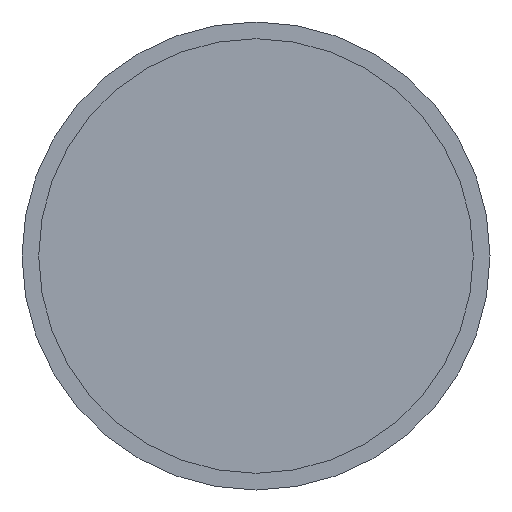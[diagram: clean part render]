
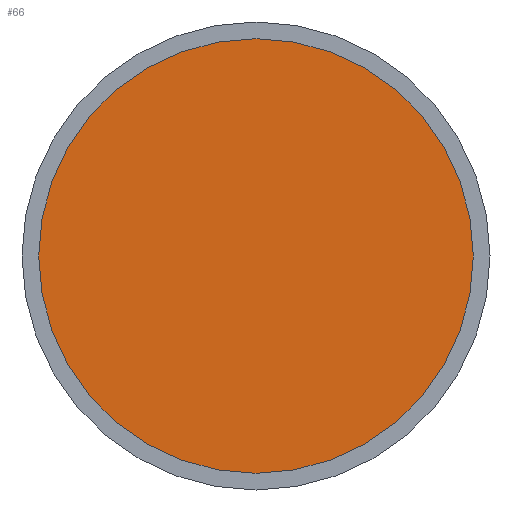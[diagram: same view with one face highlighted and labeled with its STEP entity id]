
A CAD part, front view. The second image highlights one B-rep face of the part: STEP entity #66.
In plain terms, the highlighted planar face has unit normal (0, -1, 0).
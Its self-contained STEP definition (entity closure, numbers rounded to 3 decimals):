
#13 = EDGE_CURVE ( 'NONE', #113, #50, #200, .T. ) ;
#26 = CIRCLE ( 'NONE', #153, 26. ) ;
#39 = EDGE_LOOP ( 'NONE', ( #70, #192 ) ) ;
#40 = CARTESIAN_POINT ( 'NONE',  ( 26., 22., 0. ) ) ;
#50 = VERTEX_POINT ( 'NONE', #147 ) ;
#54 = DIRECTION ( 'NONE',  ( 0., 1., 0. ) ) ;
#56 = PLANE ( 'NONE',  #59 ) ;
#59 = AXIS2_PLACEMENT_3D ( 'NONE', #146, #54, #197 ) ;
#66 = ADVANCED_FACE ( 'NONE', ( #183 ), #56, .F. ) ;
#70 = ORIENTED_EDGE ( 'NONE', *, *, #130, .F. ) ;
#75 = AXIS2_PLACEMENT_3D ( 'NONE', #149, #198, #179 ) ;
#105 = DIRECTION ( 'NONE',  ( -1., 0., 0. ) ) ;
#113 = VERTEX_POINT ( 'NONE', #40 ) ;
#130 = EDGE_CURVE ( 'NONE', #50, #113, #26, .T. ) ;
#142 = CARTESIAN_POINT ( 'NONE',  ( 0., 22., 0. ) ) ;
#146 = CARTESIAN_POINT ( 'NONE',  ( 0., 22., 0. ) ) ;
#147 = CARTESIAN_POINT ( 'NONE',  ( -26., 22., 0. ) ) ;
#149 = CARTESIAN_POINT ( 'NONE',  ( 0., 22., 0. ) ) ;
#153 = AXIS2_PLACEMENT_3D ( 'NONE', #142, #206, #105 ) ;
#179 = DIRECTION ( 'NONE',  ( -1., 0., 0. ) ) ;
#183 = FACE_OUTER_BOUND ( 'NONE', #39, .T. ) ;
#192 = ORIENTED_EDGE ( 'NONE', *, *, #13, .F. ) ;
#197 = DIRECTION ( 'NONE',  ( -1., 0., 0. ) ) ;
#198 = DIRECTION ( 'NONE',  ( 0., 1., 0. ) ) ;
#200 = CIRCLE ( 'NONE', #75, 26. ) ;
#206 = DIRECTION ( 'NONE',  ( 0., 1., 0. ) ) ;
